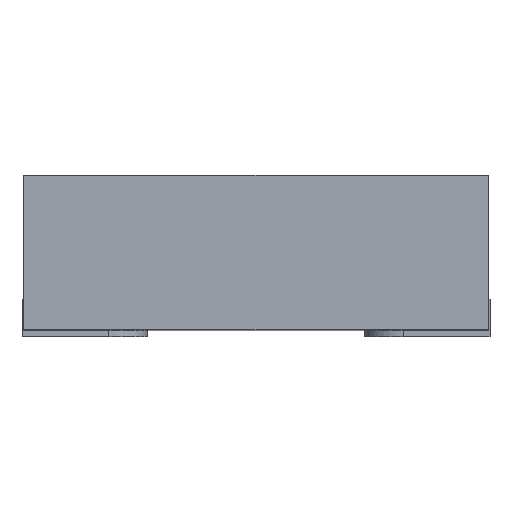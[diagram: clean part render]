
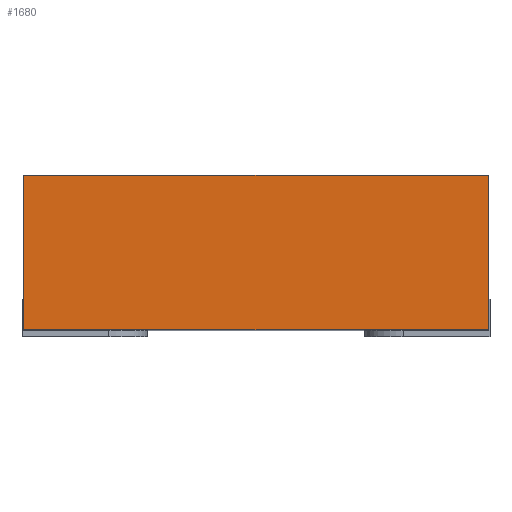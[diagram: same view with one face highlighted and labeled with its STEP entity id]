
A CAD part, top view. The second image highlights one B-rep face of the part: STEP entity #1680.
In plain terms, the highlighted planar face has unit normal (0, 0, 1).
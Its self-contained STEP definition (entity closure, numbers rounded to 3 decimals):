
#54 = AXIS2_PLACEMENT_3D ( 'NONE', #859, #563, #1948 ) ;
#97 = VECTOR ( 'NONE', #854, 1000. ) ;
#133 = FACE_OUTER_BOUND ( 'NONE', #1830, .T. ) ;
#208 = EDGE_CURVE ( 'NONE', #788, #2005, #753, .T. ) ;
#232 = CARTESIAN_POINT ( 'NONE',  ( -0.75, 0.52, 0.85 ) ) ;
#242 = DIRECTION ( 'NONE',  ( 1., 0., 0. ) ) ;
#256 = CARTESIAN_POINT ( 'NONE',  ( -0.75, 0.52, 0.85 ) ) ;
#375 = DIRECTION ( 'NONE',  ( 0., -1., 0. ) ) ;
#377 = CARTESIAN_POINT ( 'NONE',  ( -0.75, 0.52, 0.85 ) ) ;
#411 = LINE ( 'NONE', #377, #465 ) ;
#440 = EDGE_CURVE ( 'NONE', #652, #2005, #2015, .T. ) ;
#450 = VECTOR ( 'NONE', #1491, 1000. ) ;
#465 = VECTOR ( 'NONE', #375, 1000. ) ;
#467 = CARTESIAN_POINT ( 'NONE',  ( -0.75, 0.02, 0.85 ) ) ;
#563 = DIRECTION ( 'NONE',  ( 0., 0., -1. ) ) ;
#604 = LINE ( 'NONE', #256, #1446 ) ;
#621 = CARTESIAN_POINT ( 'NONE',  ( 0.75, 0.52, 0.85 ) ) ;
#652 = VERTEX_POINT ( 'NONE', #621 ) ;
#753 = LINE ( 'NONE', #1146, #450 ) ;
#788 = VERTEX_POINT ( 'NONE', #467 ) ;
#852 = CARTESIAN_POINT ( 'NONE',  ( 0.75, 0.52, 0.85 ) ) ;
#854 = DIRECTION ( 'NONE',  ( 0., -1., 0. ) ) ;
#859 = CARTESIAN_POINT ( 'NONE',  ( -0.75, 0.52, 0.85 ) ) ;
#906 = EDGE_CURVE ( 'NONE', #1067, #788, #411, .T. ) ;
#976 = ORIENTED_EDGE ( 'NONE', *, *, #440, .F. ) ;
#1067 = VERTEX_POINT ( 'NONE', #232 ) ;
#1072 = EDGE_CURVE ( 'NONE', #1067, #652, #604, .T. ) ;
#1118 = ORIENTED_EDGE ( 'NONE', *, *, #906, .T. ) ;
#1126 = PLANE ( 'NONE',  #54 ) ;
#1146 = CARTESIAN_POINT ( 'NONE',  ( -0.75, 0.02, 0.85 ) ) ;
#1170 = ORIENTED_EDGE ( 'NONE', *, *, #1072, .F. ) ;
#1286 = ORIENTED_EDGE ( 'NONE', *, *, #208, .T. ) ;
#1446 = VECTOR ( 'NONE', #242, 1000. ) ;
#1491 = DIRECTION ( 'NONE',  ( 1., 0., 0. ) ) ;
#1680 = ADVANCED_FACE ( 'NONE', ( #133 ), #1126, .F. ) ;
#1830 = EDGE_LOOP ( 'NONE', ( #1286, #976, #1170, #1118 ) ) ;
#1922 = CARTESIAN_POINT ( 'NONE',  ( 0.75, 0.02, 0.85 ) ) ;
#1948 = DIRECTION ( 'NONE',  ( -1., 0., 0. ) ) ;
#2005 = VERTEX_POINT ( 'NONE', #1922 ) ;
#2015 = LINE ( 'NONE', #852, #97 ) ;
